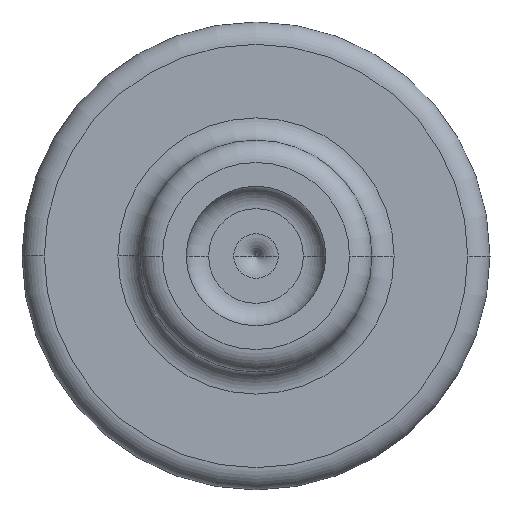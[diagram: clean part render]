
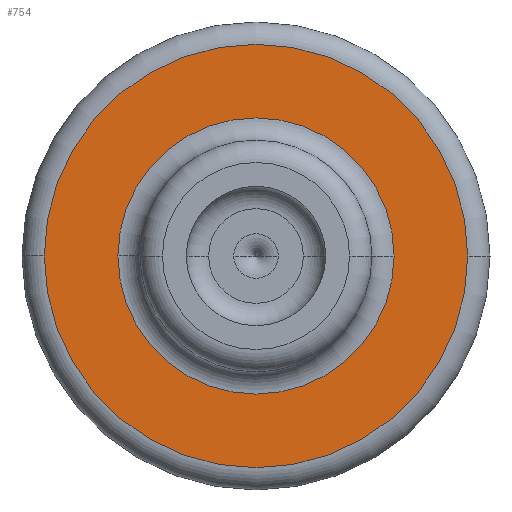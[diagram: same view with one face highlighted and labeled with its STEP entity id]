
A CAD part, left-side view. The second image highlights one B-rep face of the part: STEP entity #754.
In plain terms, the highlighted planar face has unit normal (-1, 0, 0).
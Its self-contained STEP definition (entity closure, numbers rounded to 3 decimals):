
#29 = CARTESIAN_POINT ( 'NONE',  ( -7.054, -10.5, 0. ) ) ;
#43 = DIRECTION ( 'NONE',  ( 1., 0., 0. ) ) ;
#78 = AXIS2_PLACEMENT_3D ( 'NONE', #558, #704, #789 ) ;
#134 = AXIS2_PLACEMENT_3D ( 'NONE', #453, #43, #727 ) ;
#138 = VERTEX_POINT ( 'NONE', #830 ) ;
#150 = AXIS2_PLACEMENT_3D ( 'NONE', #654, #523, #876 ) ;
#161 = DIRECTION ( 'NONE',  ( 0., -1., 0. ) ) ;
#189 = FACE_BOUND ( 'NONE', #544, .T. ) ;
#195 = ORIENTED_EDGE ( 'NONE', *, *, #595, .T. ) ;
#207 = ORIENTED_EDGE ( 'NONE', *, *, #490, .F. ) ;
#242 = CIRCLE ( 'NONE', #150, 9.5 ) ;
#253 = FACE_OUTER_BOUND ( 'NONE', #257, .T. ) ;
#257 = EDGE_LOOP ( 'NONE', ( #195, #399 ) ) ;
#273 = CIRCLE ( 'NONE', #78, 6.196 ) ;
#298 = CARTESIAN_POINT ( 'NONE',  ( -7.054, 5.196, 0. ) ) ;
#331 = CIRCLE ( 'NONE', #680, 6.196 ) ;
#349 = DIRECTION ( 'NONE',  ( 0., -1., 0. ) ) ;
#399 = ORIENTED_EDGE ( 'NONE', *, *, #707, .T. ) ;
#427 = CARTESIAN_POINT ( 'NONE',  ( -7.054, -1., 0. ) ) ;
#453 = CARTESIAN_POINT ( 'NONE',  ( -7.054, 8.5, 0. ) ) ;
#474 = CIRCLE ( 'NONE', #553, 9.5 ) ;
#484 = VERTEX_POINT ( 'NONE', #638 ) ;
#490 = EDGE_CURVE ( 'NONE', #484, #750, #273, .T. ) ;
#523 = DIRECTION ( 'NONE',  ( -1., 0., 0. ) ) ;
#544 = EDGE_LOOP ( 'NONE', ( #207, #741 ) ) ;
#550 = DIRECTION ( 'NONE',  ( -1., 0., 0. ) ) ;
#553 = AXIS2_PLACEMENT_3D ( 'NONE', #846, #777, #161 ) ;
#558 = CARTESIAN_POINT ( 'NONE',  ( -7.054, -1., 0. ) ) ;
#561 = VERTEX_POINT ( 'NONE', #29 ) ;
#595 = EDGE_CURVE ( 'NONE', #561, #138, #474, .T. ) ;
#606 = EDGE_CURVE ( 'NONE', #750, #484, #331, .T. ) ;
#638 = CARTESIAN_POINT ( 'NONE',  ( -7.054, -7.196, 0. ) ) ;
#654 = CARTESIAN_POINT ( 'NONE',  ( -7.054, -1., 0. ) ) ;
#680 = AXIS2_PLACEMENT_3D ( 'NONE', #427, #550, #349 ) ;
#704 = DIRECTION ( 'NONE',  ( -1., 0., 0. ) ) ;
#707 = EDGE_CURVE ( 'NONE', #138, #561, #242, .T. ) ;
#727 = DIRECTION ( 'NONE',  ( 0., 1., 0. ) ) ;
#741 = ORIENTED_EDGE ( 'NONE', *, *, #606, .F. ) ;
#750 = VERTEX_POINT ( 'NONE', #298 ) ;
#754 = ADVANCED_FACE ( 'NONE', ( #189, #253 ), #803, .F. ) ;
#777 = DIRECTION ( 'NONE',  ( -1., 0., 0. ) ) ;
#789 = DIRECTION ( 'NONE',  ( 0., -1., 0. ) ) ;
#803 = PLANE ( 'NONE',  #134 ) ;
#830 = CARTESIAN_POINT ( 'NONE',  ( -7.054, 8.5, 0. ) ) ;
#846 = CARTESIAN_POINT ( 'NONE',  ( -7.054, -1., 0. ) ) ;
#876 = DIRECTION ( 'NONE',  ( 0., -1., 0. ) ) ;
